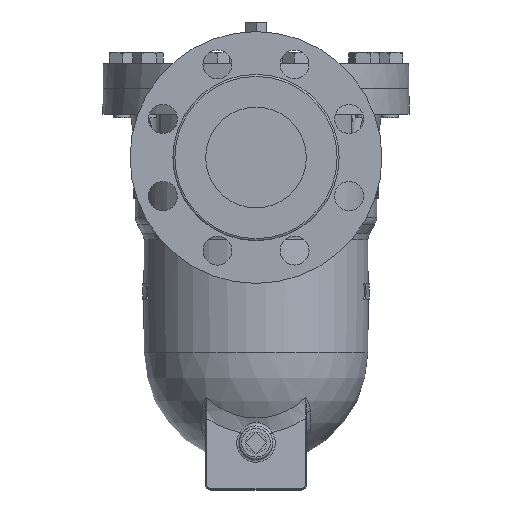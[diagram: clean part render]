
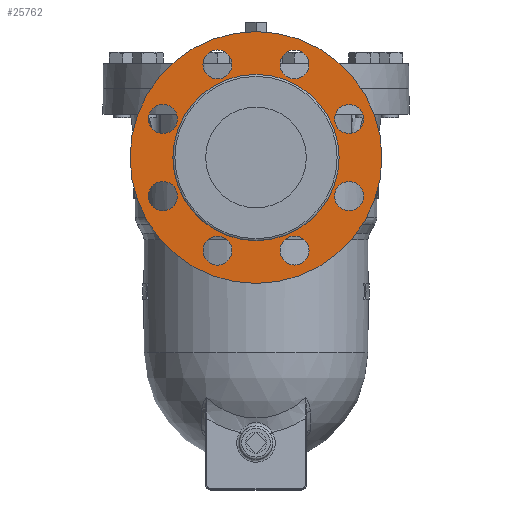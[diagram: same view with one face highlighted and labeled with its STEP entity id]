
A CAD part, left-side view. The second image highlights one B-rep face of the part: STEP entity #25762.
In plain terms, the highlighted planar face has unit normal (-1, 0, 0).
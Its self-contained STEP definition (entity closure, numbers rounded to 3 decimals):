
#305=CARTESIAN_POINT('',(-184.0,0.0,11.5));
#306=VERTEX_POINT('',#305);
#307=CARTESIAN_POINT('',(-184.0,0.0,-54.5));
#308=DIRECTION('',(-1.0,0.0,0.0));
#309=DIRECTION('',(0.0,0.0,1.0));
#310=AXIS2_PLACEMENT_3D('',#307,#308,#309);
#311=CIRCLE('',#310,66.0);
#312=EDGE_CURVE('',#306,#306,#311,.T.);
#25054=CARTESIAN_POINT('',(-184.,0.0,45.5));
#25055=VERTEX_POINT('',#25054);
#25056=CARTESIAN_POINT('',(-184.0,0.0,-54.5));
#25057=DIRECTION('',(-1.0,0.0,0.0));
#25058=DIRECTION('',(0.0,0.0,1.0));
#25059=AXIS2_PLACEMENT_3D('',#25056,#25057,#25058);
#25060=CIRCLE('',#25059,100.);
#25061=EDGE_CURVE('',#25055,#25055,#25060,.T.);
#25127=CARTESIAN_POINT('',(-184.0,-38.746,27.542));
#25128=VERTEX_POINT('',#25127);
#25129=CARTESIAN_POINT('',(-184.0,-30.615,19.41));
#25130=DIRECTION('',(1.,0.,0.));
#25131=DIRECTION('',(0.,-0.707,0.707));
#25132=AXIS2_PLACEMENT_3D('',#25129,#25130,#25131);
#25133=CIRCLE('',#25132,11.5);
#25134=EDGE_CURVE('',#25128,#25128,#25133,.T.);
#25168=CARTESIAN_POINT('',(-184.0,-85.41,-23.885));
#25169=VERTEX_POINT('',#25168);
#25170=CARTESIAN_POINT('',(-184.0,-73.91,-23.885));
#25171=DIRECTION('',(1.0,0.0,0.0));
#25172=DIRECTION('',(0.0,-1.0,0.0));
#25173=AXIS2_PLACEMENT_3D('',#25170,#25171,#25172);
#25174=CIRCLE('',#25173,11.5);
#25175=EDGE_CURVE('',#25169,#25169,#25174,.T.);
#25209=CARTESIAN_POINT('',(-184.0,-82.042,-93.246));
#25210=VERTEX_POINT('',#25209);
#25211=CARTESIAN_POINT('',(-184.0,-73.91,-85.115));
#25212=DIRECTION('',(1.0,0.,0.));
#25213=DIRECTION('',(0.,-0.707,-0.707));
#25214=AXIS2_PLACEMENT_3D('',#25211,#25212,#25213);
#25215=CIRCLE('',#25214,11.5);
#25216=EDGE_CURVE('',#25210,#25210,#25215,.T.);
#25250=CARTESIAN_POINT('',(-184.0,-30.615,-139.91));
#25251=VERTEX_POINT('',#25250);
#25252=CARTESIAN_POINT('',(-184.0,-30.615,-128.41));
#25253=DIRECTION('',(1.0,0.0,0.0));
#25254=DIRECTION('',(0.0,0.0,-1.0));
#25255=AXIS2_PLACEMENT_3D('',#25252,#25253,#25254);
#25256=CIRCLE('',#25255,11.5);
#25257=EDGE_CURVE('',#25251,#25251,#25256,.T.);
#25291=CARTESIAN_POINT('',(-184.0,38.746,-136.542));
#25292=VERTEX_POINT('',#25291);
#25293=CARTESIAN_POINT('',(-184.0,30.615,-128.41));
#25294=DIRECTION('',(1.0,0.,0.));
#25295=DIRECTION('',(0.,0.707,-0.707));
#25296=AXIS2_PLACEMENT_3D('',#25293,#25294,#25295);
#25297=CIRCLE('',#25296,11.5);
#25298=EDGE_CURVE('',#25292,#25292,#25297,.T.);
#25332=CARTESIAN_POINT('',(-184.0,85.41,-85.115));
#25333=VERTEX_POINT('',#25332);
#25334=CARTESIAN_POINT('',(-184.0,73.91,-85.115));
#25335=DIRECTION('',(1.0,0.0,0.0));
#25336=DIRECTION('',(0.0,1.0,0.0));
#25337=AXIS2_PLACEMENT_3D('',#25334,#25335,#25336);
#25338=CIRCLE('',#25337,11.5);
#25339=EDGE_CURVE('',#25333,#25333,#25338,.T.);
#25373=CARTESIAN_POINT('',(-184.0,82.042,-15.754));
#25374=VERTEX_POINT('',#25373);
#25375=CARTESIAN_POINT('',(-184.0,73.91,-23.885));
#25376=DIRECTION('',(1.0,0.,0.));
#25377=DIRECTION('',(0.,0.707,0.707));
#25378=AXIS2_PLACEMENT_3D('',#25375,#25376,#25377);
#25379=CIRCLE('',#25378,11.5);
#25380=EDGE_CURVE('',#25374,#25374,#25379,.T.);
#25414=CARTESIAN_POINT('',(-184.0,30.615,30.91));
#25415=VERTEX_POINT('',#25414);
#25416=CARTESIAN_POINT('',(-184.0,30.615,19.41));
#25417=DIRECTION('',(1.0,0.0,0.0));
#25418=DIRECTION('',(0.0,0.0,1.0));
#25419=AXIS2_PLACEMENT_3D('',#25416,#25417,#25418);
#25420=CIRCLE('',#25419,11.5);
#25421=EDGE_CURVE('',#25415,#25415,#25420,.T.);
#25727=CARTESIAN_POINT('',(-184.0,0.0,28.5));
#25728=DIRECTION('',(-1.0,0.0,0.0));
#25729=DIRECTION('',(0.0,0.0,1.0));
#25730=AXIS2_PLACEMENT_3D('',#25727,#25728,#25729);
#25731=PLANE('',#25730);
#25732=ORIENTED_EDGE('',*,*,#25061,.T.);
#25733=EDGE_LOOP('',(#25732));
#25734=FACE_OUTER_BOUND('',#25733,.T.);
#25735=ORIENTED_EDGE('',*,*,#25134,.T.);
#25736=EDGE_LOOP('',(#25735));
#25737=FACE_BOUND('',#25736,.T.);
#25738=ORIENTED_EDGE('',*,*,#25175,.T.);
#25739=EDGE_LOOP('',(#25738));
#25740=FACE_BOUND('',#25739,.T.);
#25741=ORIENTED_EDGE('',*,*,#25216,.T.);
#25742=EDGE_LOOP('',(#25741));
#25743=FACE_BOUND('',#25742,.T.);
#25744=ORIENTED_EDGE('',*,*,#25257,.T.);
#25745=EDGE_LOOP('',(#25744));
#25746=FACE_BOUND('',#25745,.T.);
#25747=ORIENTED_EDGE('',*,*,#25298,.T.);
#25748=EDGE_LOOP('',(#25747));
#25749=FACE_BOUND('',#25748,.T.);
#25750=ORIENTED_EDGE('',*,*,#25339,.T.);
#25751=EDGE_LOOP('',(#25750));
#25752=FACE_BOUND('',#25751,.T.);
#25753=ORIENTED_EDGE('',*,*,#25380,.T.);
#25754=EDGE_LOOP('',(#25753));
#25755=FACE_BOUND('',#25754,.T.);
#25756=ORIENTED_EDGE('',*,*,#25421,.T.);
#25757=EDGE_LOOP('',(#25756));
#25758=FACE_BOUND('',#25757,.T.);
#25759=ORIENTED_EDGE('',*,*,#312,.F.);
#25760=EDGE_LOOP('',(#25759));
#25761=FACE_BOUND('',#25760,.T.);
#25762=ADVANCED_FACE('',(#25734,#25737,#25740,#25743,#25746,#25749,#25752,#25755,#25758,#25761),#25731,.T.);
